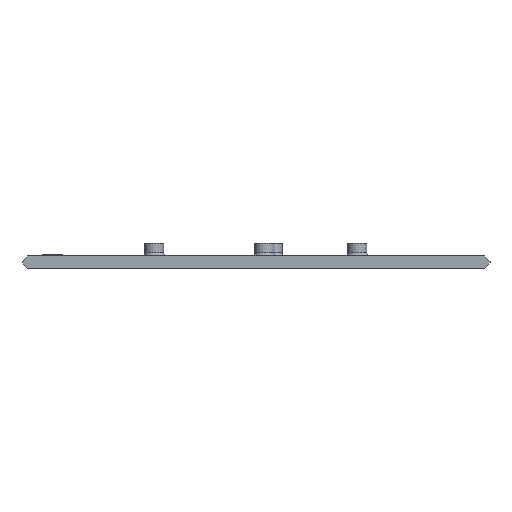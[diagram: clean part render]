
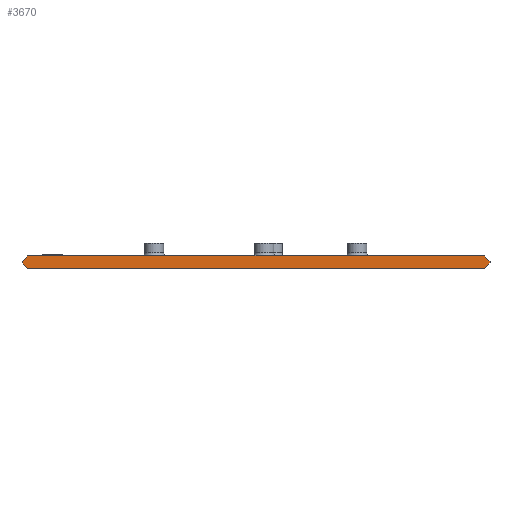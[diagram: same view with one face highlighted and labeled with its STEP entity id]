
A CAD part, front view. The second image highlights one B-rep face of the part: STEP entity #3670.
In plain terms, the highlighted planar face has unit normal (0, -1, 0).
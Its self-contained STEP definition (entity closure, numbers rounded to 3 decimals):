
#424=FACE_OUTER_BOUND('',#640,.T.);
#640=EDGE_LOOP('',(#3237,#3238,#3239,#3240,#3241,#3242,#3243,#3244));
#966=LINE('',#5239,#1367);
#969=LINE('',#5244,#1370);
#971=LINE('',#5248,#1372);
#973=LINE('',#5252,#1374);
#1063=LINE('',#6336,#1464);
#1064=LINE('',#6338,#1465);
#1065=LINE('',#6340,#1466);
#1066=LINE('',#6341,#1467);
#1367=VECTOR('',#4367,10.);
#1370=VECTOR('',#4372,10.);
#1372=VECTOR('',#4376,10.);
#1374=VECTOR('',#4380,10.);
#1464=VECTOR('',#4626,10.);
#1465=VECTOR('',#4627,10.);
#1466=VECTOR('',#4628,10.);
#1467=VECTOR('',#4629,10.);
#1671=VERTEX_POINT('',#5236);
#1672=VERTEX_POINT('',#5238);
#1673=VERTEX_POINT('',#5242);
#1674=VERTEX_POINT('',#5246);
#1675=VERTEX_POINT('',#5250);
#1811=VERTEX_POINT('',#6335);
#1812=VERTEX_POINT('',#6337);
#1813=VERTEX_POINT('',#6339);
#2111=EDGE_CURVE('',#1672,#1671,#966,.T.);
#2114=EDGE_CURVE('',#1671,#1673,#969,.T.);
#2116=EDGE_CURVE('',#1673,#1674,#971,.T.);
#2118=EDGE_CURVE('',#1674,#1675,#973,.T.);
#2324=EDGE_CURVE('',#1675,#1811,#1063,.T.);
#2325=EDGE_CURVE('',#1811,#1812,#1064,.T.);
#2326=EDGE_CURVE('',#1812,#1813,#1065,.T.);
#2327=EDGE_CURVE('',#1813,#1672,#1066,.T.);
#3237=ORIENTED_EDGE('',*,*,#2118,.T.);
#3238=ORIENTED_EDGE('',*,*,#2324,.T.);
#3239=ORIENTED_EDGE('',*,*,#2325,.T.);
#3240=ORIENTED_EDGE('',*,*,#2326,.T.);
#3241=ORIENTED_EDGE('',*,*,#2327,.T.);
#3242=ORIENTED_EDGE('',*,*,#2111,.T.);
#3243=ORIENTED_EDGE('',*,*,#2114,.T.);
#3244=ORIENTED_EDGE('',*,*,#2116,.T.);
#3486=PLANE('',#3867);
#3670=ADVANCED_FACE('',(#424),#3486,.T.);
#3867=AXIS2_PLACEMENT_3D('',#6334,#4624,#4625);
#4367=DIRECTION('',(0.707,0.,0.707));
#4372=DIRECTION('',(0.,0.,1.));
#4376=DIRECTION('',(-0.707,0.,0.707));
#4380=DIRECTION('',(-1.,0.,0.));
#4624=DIRECTION('center_axis',(0.,-1.,0.));
#4625=DIRECTION('ref_axis',(0.,0.,-1.));
#4626=DIRECTION('',(-0.707,0.,-0.707));
#4627=DIRECTION('',(0.,0.,-1.));
#4628=DIRECTION('',(0.707,0.,-0.707));
#4629=DIRECTION('',(1.,0.,0.));
#5236=CARTESIAN_POINT('',(74.3,-15.,-0.2));
#5238=CARTESIAN_POINT('',(72.5,-15.,-2.));
#5239=CARTESIAN_POINT('',(74.3,-15.,-0.2));
#5242=CARTESIAN_POINT('',(74.3,-15.,0.2));
#5244=CARTESIAN_POINT('',(74.3,-15.,0.2));
#5246=CARTESIAN_POINT('',(72.5,-15.,2.));
#5248=CARTESIAN_POINT('',(72.5,-15.,2.));
#5250=CARTESIAN_POINT('',(-72.5,-15.,2.));
#5252=CARTESIAN_POINT('',(-72.5,-15.,2.));
#6334=CARTESIAN_POINT('Origin',(0.,-15.,0.));
#6335=CARTESIAN_POINT('',(-74.3,-15.,0.2));
#6336=CARTESIAN_POINT('',(-72.5,-15.,2.));
#6337=CARTESIAN_POINT('',(-74.3,-15.,-0.2));
#6338=CARTESIAN_POINT('',(-74.3,-15.,0.));
#6339=CARTESIAN_POINT('',(-72.5,-15.,-2.));
#6340=CARTESIAN_POINT('',(-74.3,-15.,-0.2));
#6341=CARTESIAN_POINT('',(72.5,-15.,-2.));
